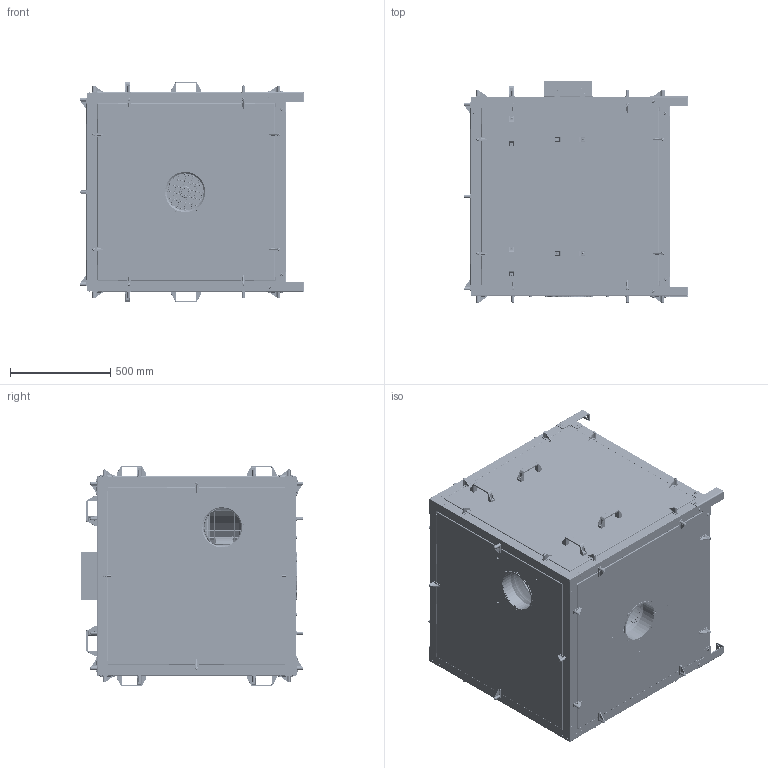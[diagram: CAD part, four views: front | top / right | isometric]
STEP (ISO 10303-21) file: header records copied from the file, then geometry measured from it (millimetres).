
FILE_DESCRIPTION(/* description */ ('814K38 WPA-BOX-9'),/* implementation_level */ '2;1');
FILE_NAME(/* name */ 'zamiana ''a''\814K38 WPA-BOX-9.stp',/* time_stamp */ '2022-05-13T13:03:53+02:00',/* author */ ('a.korpacki'),/* organization */ ('KLIMAWENT S.A.'),/* preprocessor_version */ 'ST-DEVELOPER v18.1',/* originating_system */ 'Autodesk Inventor 2021',/* authorisation */ '');
FILE_SCHEMA (('AUTOMOTIVE_DESIGN { 1 0 10303 214 3 1 1 }'));
Products named in the file (1): ~~
Bounding box: 1123.4 x 1111.2 x 1103.6 mm (x, y, z)
Volume: 213251892.7 mm3; surface area: 19727601.4 mm2
Topology: 20 solids, 20 shells, 9777 faces, 25373 edges, 15866 vertices
Faces by surface type: plane 5743, cylinder 2342, cone 682, torus 624, bspline 238, sphere 148
Full cylindrical faces by diameter (mm): 3 x42, 3.2 x11, 3.3 x129, 3.4 x39, 3.5 x74, 4 x10, 4.3 x5, 4.567 x8, 4.8 x3, 4.92 x13, 5 x11, 5.2 x11, 5.3 x11, 5.8 x8, 6 x2, 6.5 x13, 6.88 x3, 7 x4, 8 x151, 8.2 x1, 8.4 x8, 8.5 x6, 8.67 x14, 8.88 x1, 9 x58, 10 x31, 11.63 x15, 12 x28, 12.3 x8, 12.5 x1
Entity records: 321696 total; most frequent: CARTESIAN_POINT 72233, ORIENTED_EDGE 50324, DIRECTION 49324, EDGE_CURVE 25162, AXIS2_PLACEMENT_3D 17183, VERTEX_POINT 15866, LINE 14958, VECTOR 14958
